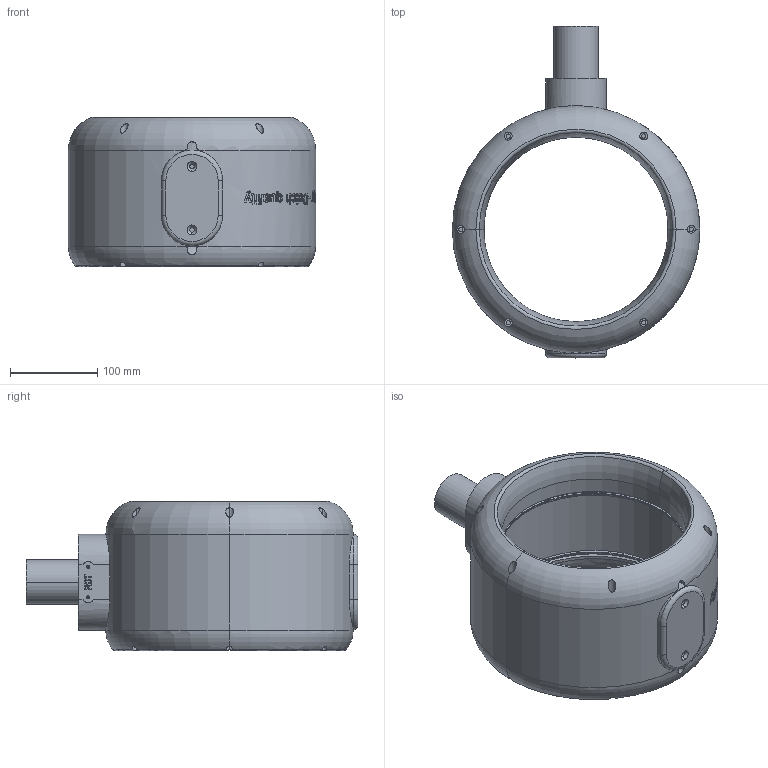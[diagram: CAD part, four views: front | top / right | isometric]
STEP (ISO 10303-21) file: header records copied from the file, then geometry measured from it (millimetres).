
FILE_DESCRIPTION (( 'STEP AP214' ), '1' );
FILE_NAME ('P-212-030-rev-F-Solid.STEP', '2021-05-26T11:41:01', ( '' ), ( '' ), 'SwSTEP 2.0', 'SolidWorks 2021', '' );
FILE_SCHEMA (( 'AUTOMOTIVE_DESIGN' ));
Length unit declared in the file: millimetre
Products named in the file (1): P-212-030-rev-F-Solid
Bounding box: 284 x 381.12 x 171.27 mm (x, y, z)
Volume: 3871725.5 mm3; surface area: 469880.9 mm2
Topology: 1 solids, 3 shells, 817 faces, 2092 edges, 1367 vertices
Faces by surface type: bspline 427, cylinder 215, plane 117, torus 34, cone 24
Entity records: 81745 total; most frequent: CARTESIAN_POINT 62810, ORIENTED_EDGE 4168, EDGE_CURVE 2084, DIRECTION 1791, B_SPLINE_CURVE_WITH_KNOTS 1420, VERTEX_POINT 1367, EDGE_LOOP 919, FACE_OUTER_BOUND 817
